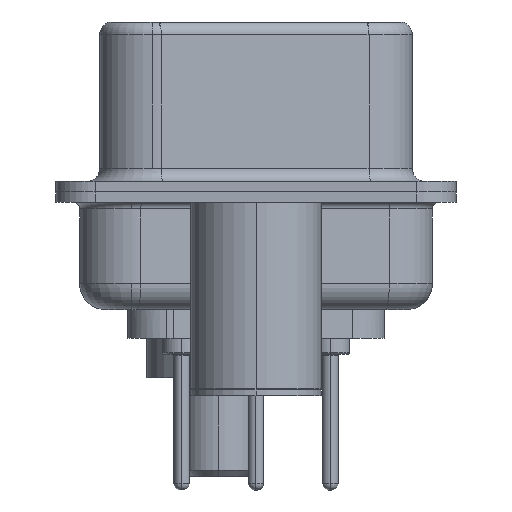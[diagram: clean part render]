
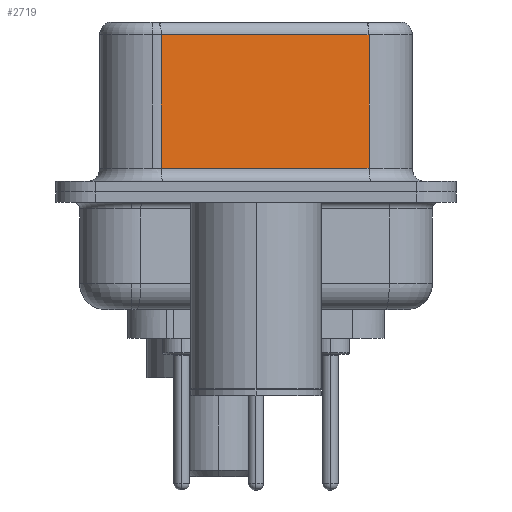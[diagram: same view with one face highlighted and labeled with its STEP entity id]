
A CAD part, left-side view. The second image highlights one B-rep face of the part: STEP entity #2719.
In plain terms, the highlighted planar face has unit normal (-0.985, -0.174, 0).
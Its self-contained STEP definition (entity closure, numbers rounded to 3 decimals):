
#296 = CARTESIAN_POINT ( 'NONE',  ( 3.73, 3.628, 6.52 ) ) ;
#2197 = CARTESIAN_POINT ( 'NONE',  ( 5.132, -4.322, 6.52 ) ) ;
#2336 = EDGE_CURVE ( 'NONE', #7091, #30427, #7024, .T. ) ;
#2719 = ADVANCED_FACE ( 'NONE', ( #25146 ), #13587, .F. ) ;
#6663 = LINE ( 'NONE', #296, #19262 ) ;
#7024 = LINE ( 'NONE', #2197, #21218 ) ;
#7091 = VERTEX_POINT ( 'NONE', #18388 ) ;
#7189 = AXIS2_PLACEMENT_3D ( 'NONE', #18981, #30169, #32048 ) ;
#9941 = CARTESIAN_POINT ( 'NONE',  ( 5.132, -4.322, 0.9 ) ) ;
#10778 = VECTOR ( 'NONE', #13095, 1000. ) ;
#13059 = DIRECTION ( 'NONE',  ( 0.174, -0.985, 0. ) ) ;
#13095 = DIRECTION ( 'NONE',  ( -0.174, 0.985, 0. ) ) ;
#13587 = PLANE ( 'NONE',  #7189 ) ;
#18388 = CARTESIAN_POINT ( 'NONE',  ( 5.132, -4.322, 6.02 ) ) ;
#18511 = ORIENTED_EDGE ( 'NONE', *, *, #26451, .T. ) ;
#18981 = CARTESIAN_POINT ( 'NONE',  ( 5.132, -4.322, 6.52 ) ) ;
#19096 = EDGE_CURVE ( 'NONE', #7091, #28569, #22594, .T. ) ;
#19262 = VECTOR ( 'NONE', #30428, 1000. ) ;
#19768 = CARTESIAN_POINT ( 'NONE',  ( 3.73, 3.628, 6.02 ) ) ;
#21218 = VECTOR ( 'NONE', #24204, 1000. ) ;
#22594 = LINE ( 'NONE', #28146, #10778 ) ;
#22993 = EDGE_LOOP ( 'NONE', ( #31846, #27776, #18511, #25707 ) ) ;
#24204 = DIRECTION ( 'NONE',  ( 0., 0., -1. ) ) ;
#24449 = EDGE_CURVE ( 'NONE', #31366, #30427, #26656, .T. ) ;
#25146 = FACE_OUTER_BOUND ( 'NONE', #22993, .T. ) ;
#25707 = ORIENTED_EDGE ( 'NONE', *, *, #24449, .T. ) ;
#26451 = EDGE_CURVE ( 'NONE', #28569, #31366, #6663, .T. ) ;
#26656 = LINE ( 'NONE', #28107, #32564 ) ;
#27776 = ORIENTED_EDGE ( 'NONE', *, *, #19096, .T. ) ;
#28107 = CARTESIAN_POINT ( 'NONE',  ( 5.132, -4.322, 0.9 ) ) ;
#28146 = CARTESIAN_POINT ( 'NONE',  ( 5.132, -4.322, 6.02 ) ) ;
#28569 = VERTEX_POINT ( 'NONE', #19768 ) ;
#30169 = DIRECTION ( 'NONE',  ( 0.985, 0.174, 0. ) ) ;
#30427 = VERTEX_POINT ( 'NONE', #9941 ) ;
#30428 = DIRECTION ( 'NONE',  ( 0., 0., -1. ) ) ;
#31015 = CARTESIAN_POINT ( 'NONE',  ( 3.73, 3.628, 0.9 ) ) ;
#31366 = VERTEX_POINT ( 'NONE', #31015 ) ;
#31846 = ORIENTED_EDGE ( 'NONE', *, *, #2336, .F. ) ;
#32048 = DIRECTION ( 'NONE',  ( -0.174, 0.985, 0. ) ) ;
#32564 = VECTOR ( 'NONE', #13059, 1000. ) ;
